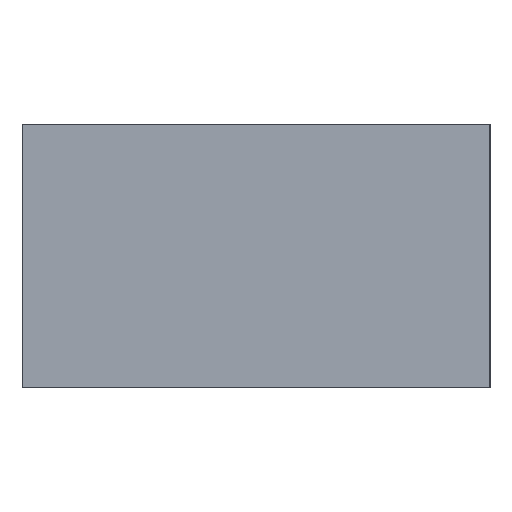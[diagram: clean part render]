
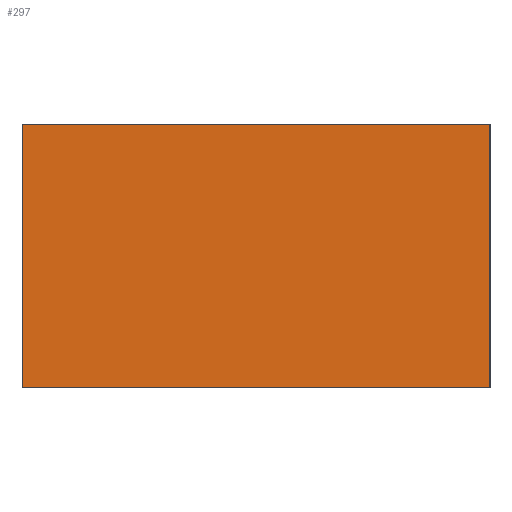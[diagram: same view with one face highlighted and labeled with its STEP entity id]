
A CAD part, left-side view. The second image highlights one B-rep face of the part: STEP entity #297.
In plain terms, the highlighted planar face has unit normal (-1, 0, 0).
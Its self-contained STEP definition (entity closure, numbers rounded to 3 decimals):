
#297 = ADVANCED_FACE( '', ( #669 ), #670, .T. );
#669 = FACE_OUTER_BOUND( '', #1152, .T. );
#670 = PLANE( '', #1153 );
#1152 = EDGE_LOOP( '', ( #2241, #2242, #2243, #2244 ) );
#1153 = AXIS2_PLACEMENT_3D( '', #2245, #2246, #2247 );
#2241 = ORIENTED_EDGE( '', *, *, #3437, .F. );
#2242 = ORIENTED_EDGE( '', *, *, #3438, .F. );
#2243 = ORIENTED_EDGE( '', *, *, #3439, .T. );
#2244 = ORIENTED_EDGE( '', *, *, #3440, .T. );
#2245 = CARTESIAN_POINT( '', ( -146.5, 39., -22. ) );
#2246 = DIRECTION( '', ( -1., 0., 0. ) );
#2247 = DIRECTION( '', ( 0., 0., 1. ) );
#3437 = EDGE_CURVE( '', #4079, #4080, #4081, .T. );
#3438 = EDGE_CURVE( '', #4082, #4079, #4083, .T. );
#3439 = EDGE_CURVE( '', #4082, #4084, #4085, .T. );
#3440 = EDGE_CURVE( '', #4084, #4080, #4086, .T. );
#4079 = VERTEX_POINT( '', #5733 );
#4080 = VERTEX_POINT( '', #5734 );
#4081 = LINE( '', #5735, #5736 );
#4082 = VERTEX_POINT( '', #5737 );
#4083 = LINE( '', #5738, #5739 );
#4084 = VERTEX_POINT( '', #5740 );
#4085 = LINE( '', #5741, #5742 );
#4086 = LINE( '', #5743, #5744 );
#5733 = CARTESIAN_POINT( '', ( -146.5, 39., 0. ) );
#5734 = CARTESIAN_POINT( '', ( -146.5, 0., 0. ) );
#5735 = CARTESIAN_POINT( '', ( -146.5, 39., 0. ) );
#5736 = VECTOR( '', #6561, 1000. );
#5737 = CARTESIAN_POINT( '', ( -146.5, 39., -22. ) );
#5738 = CARTESIAN_POINT( '', ( -146.5, 39., -22. ) );
#5739 = VECTOR( '', #6562, 1000. );
#5740 = CARTESIAN_POINT( '', ( -146.5, 0., -22. ) );
#5741 = CARTESIAN_POINT( '', ( -146.5, 39., -22. ) );
#5742 = VECTOR( '', #6563, 1000. );
#5743 = CARTESIAN_POINT( '', ( -146.5, 0., -22. ) );
#5744 = VECTOR( '', #6564, 1000. );
#6561 = DIRECTION( '', ( 0., -1., 0. ) );
#6562 = DIRECTION( '', ( 0., 0., 1. ) );
#6563 = DIRECTION( '', ( 0., -1., 0. ) );
#6564 = DIRECTION( '', ( 0., 0., 1. ) );
